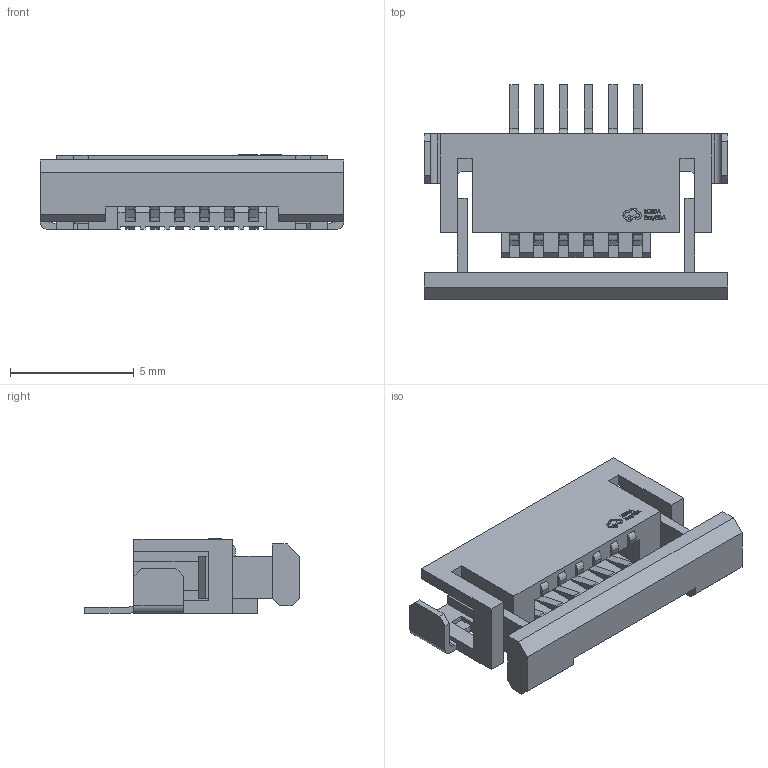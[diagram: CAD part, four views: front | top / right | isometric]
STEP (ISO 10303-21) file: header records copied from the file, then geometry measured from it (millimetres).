
FILE_DESCRIPTION (( 'STEP AP214' ), '1' );
FILE_NAME ('FPC-SMD_6P-P1.00_522710679.step', '2022-07-06T12:00:38', ( '' ), ( '' ), 'SwSTEP 2.0', 'SolidWorks 2020', '' );
FILE_SCHEMA (( 'AUTOMOTIVE_DESIGN' ));
Length unit declared in the file: millimetre
Products named in the file (1): FPC-SMD_6P-P1.00_522710679
Bounding box: 12.3 x 8.7 x 3.01 mm (x, y, z)
Volume: 111.8 mm3; surface area: 585.8 mm2
Topology: 1 solids, 1 shells, 751 faces, 2245 edges, 1490 vertices
Faces by surface type: plane 511, bspline 146, cylinder 94
Entity records: 34449 total; most frequent: CARTESIAN_POINT 8113, ORIENTED_EDGE 4490, DIRECTION 3349, EDGE_CURVE 2245, VECTOR 1761, LINE 1761, VERTEX_POINT 1490, AXIS2_PLACEMENT_3D 794
